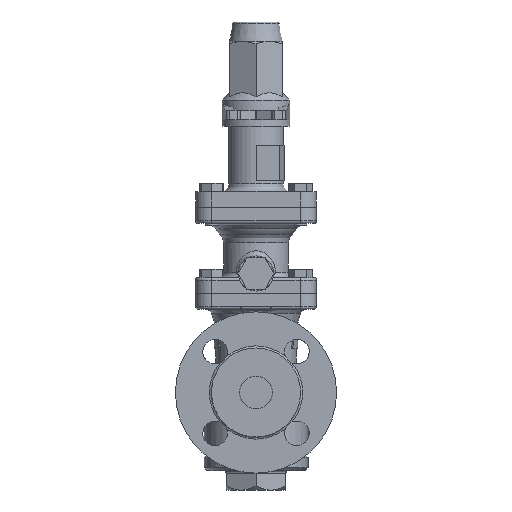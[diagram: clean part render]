
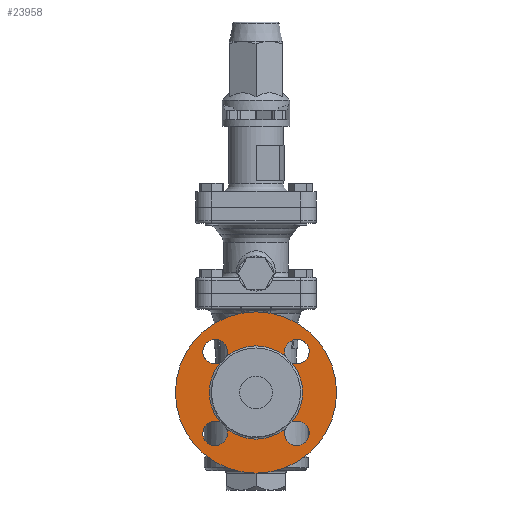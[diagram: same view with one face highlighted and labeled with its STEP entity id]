
A CAD part, left-side view. The second image highlights one B-rep face of the part: STEP entity #23958.
In plain terms, the highlighted planar face has unit normal (-1, 0, 0).
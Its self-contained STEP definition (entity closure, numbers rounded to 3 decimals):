
#23662=CARTESIAN_POINT('',(-92.4,-22.66,75.28));
#23663=VERTEX_POINT('',#23662);
#23664=CARTESIAN_POINT('',(-92.4,22.66,75.28));
#23665=VERTEX_POINT('',#23664);
#23666=CARTESIAN_POINT('',(-92.4,0.0,47.5));
#23667=DIRECTION('',(-1.0,0.0,0.0));
#23668=DIRECTION('',(0.0,0.0,-1.0));
#23669=AXIS2_PLACEMENT_3D('',#23666,#23667,#23668);
#23670=CIRCLE('',#23669,35.85);
#23671=EDGE_CURVE('',#23663,#23665,#23670,.T.);
#23673=CARTESIAN_POINT('',(-92.4,27.78,70.16));
#23674=VERTEX_POINT('',#23673);
#23690=CARTESIAN_POINT('',(-92.4,27.78,24.84));
#23691=VERTEX_POINT('',#23690);
#23692=CARTESIAN_POINT('',(-92.4,0.0,47.5));
#23693=DIRECTION('',(-1.0,0.0,0.0));
#23694=DIRECTION('',(0.0,0.0,-1.0));
#23695=AXIS2_PLACEMENT_3D('',#23692,#23693,#23694);
#23696=CIRCLE('',#23695,35.85);
#23697=EDGE_CURVE('',#23674,#23691,#23696,.T.);
#23699=CARTESIAN_POINT('',(-92.4,22.66,19.72));
#23700=VERTEX_POINT('',#23699);
#23716=CARTESIAN_POINT('',(-92.4,-22.66,19.72));
#23717=VERTEX_POINT('',#23716);
#23718=CARTESIAN_POINT('',(-92.4,0.0,47.5));
#23719=DIRECTION('',(-1.0,0.0,0.0));
#23720=DIRECTION('',(0.0,0.0,-1.0));
#23721=AXIS2_PLACEMENT_3D('',#23718,#23719,#23720);
#23722=CIRCLE('',#23721,35.85);
#23723=EDGE_CURVE('',#23700,#23717,#23722,.T.);
#23725=CARTESIAN_POINT('',(-92.4,-27.78,24.84));
#23726=VERTEX_POINT('',#23725);
#23742=CARTESIAN_POINT('',(-92.4,-27.78,70.16));
#23743=VERTEX_POINT('',#23742);
#23744=CARTESIAN_POINT('',(-92.4,0.0,47.5));
#23745=DIRECTION('',(-1.0,0.0,0.0));
#23746=DIRECTION('',(0.0,0.0,-1.0));
#23747=AXIS2_PLACEMENT_3D('',#23744,#23745,#23746);
#23748=CIRCLE('',#23747,35.85);
#23749=EDGE_CURVE('',#23726,#23743,#23748,.T.);
#23901=CARTESIAN_POINT('',(-92.4,0.,109.5));
#23902=VERTEX_POINT('',#23901);
#23903=CARTESIAN_POINT('',(-92.4,0.0,47.5));
#23904=DIRECTION('',(1.0,0.0,0.0));
#23905=DIRECTION('',(0.0,0.0,-1.0));
#23906=AXIS2_PLACEMENT_3D('',#23903,#23904,#23905);
#23907=CIRCLE('',#23906,62.0);
#23908=EDGE_CURVE('',#23902,#23902,#23907,.T.);
#23916=CARTESIAN_POINT('',(-92.4,0.0,47.5));
#23917=DIRECTION('',(1.0,0.0,0.0));
#23918=DIRECTION('',(0.0,0.0,-1.0));
#23919=AXIS2_PLACEMENT_3D('',#23916,#23917,#23918);
#23920=PLANE('',#23919);
#23921=ORIENTED_EDGE('',*,*,#23908,.F.);
#23922=EDGE_LOOP('',(#23921));
#23923=FACE_OUTER_BOUND('',#23922,.T.);
#23924=ORIENTED_EDGE('',*,*,#23671,.F.);
#23925=CARTESIAN_POINT('',(-92.4,-31.431,78.931));
#23926=DIRECTION('',(-1.0,0.0,0.0));
#23927=DIRECTION('',(0.0,-1.0,0.0));
#23928=AXIS2_PLACEMENT_3D('',#23925,#23926,#23927);
#23929=CIRCLE('',#23928,9.5);
#23930=EDGE_CURVE('',#23743,#23663,#23929,.T.);
#23931=ORIENTED_EDGE('',*,*,#23930,.F.);
#23932=ORIENTED_EDGE('',*,*,#23749,.F.);
#23933=CARTESIAN_POINT('',(-92.4,-31.431,16.069));
#23934=DIRECTION('',(-1.0,0.0,0.0));
#23935=DIRECTION('',(0.0,0.0,-1.0));
#23936=AXIS2_PLACEMENT_3D('',#23933,#23934,#23935);
#23937=CIRCLE('',#23936,9.5);
#23938=EDGE_CURVE('',#23717,#23726,#23937,.T.);
#23939=ORIENTED_EDGE('',*,*,#23938,.F.);
#23940=ORIENTED_EDGE('',*,*,#23723,.F.);
#23941=CARTESIAN_POINT('',(-92.4,31.431,16.069));
#23942=DIRECTION('',(-1.0,0.0,0.0));
#23943=DIRECTION('',(0.0,1.0,0.0));
#23944=AXIS2_PLACEMENT_3D('',#23941,#23942,#23943);
#23945=CIRCLE('',#23944,9.5);
#23946=EDGE_CURVE('',#23691,#23700,#23945,.T.);
#23947=ORIENTED_EDGE('',*,*,#23946,.F.);
#23948=ORIENTED_EDGE('',*,*,#23697,.F.);
#23949=CARTESIAN_POINT('',(-92.4,31.431,78.931));
#23950=DIRECTION('',(-1.0,0.0,0.0));
#23951=DIRECTION('',(0.0,0.0,1.0));
#23952=AXIS2_PLACEMENT_3D('',#23949,#23950,#23951);
#23953=CIRCLE('',#23952,9.5);
#23954=EDGE_CURVE('',#23665,#23674,#23953,.T.);
#23955=ORIENTED_EDGE('',*,*,#23954,.F.);
#23956=EDGE_LOOP('',(#23924,#23931,#23932,#23939,#23940,#23947,#23948,#23955));
#23957=FACE_BOUND('',#23956,.T.);
#23958=ADVANCED_FACE('',(#23923,#23957),#23920,.F.);
